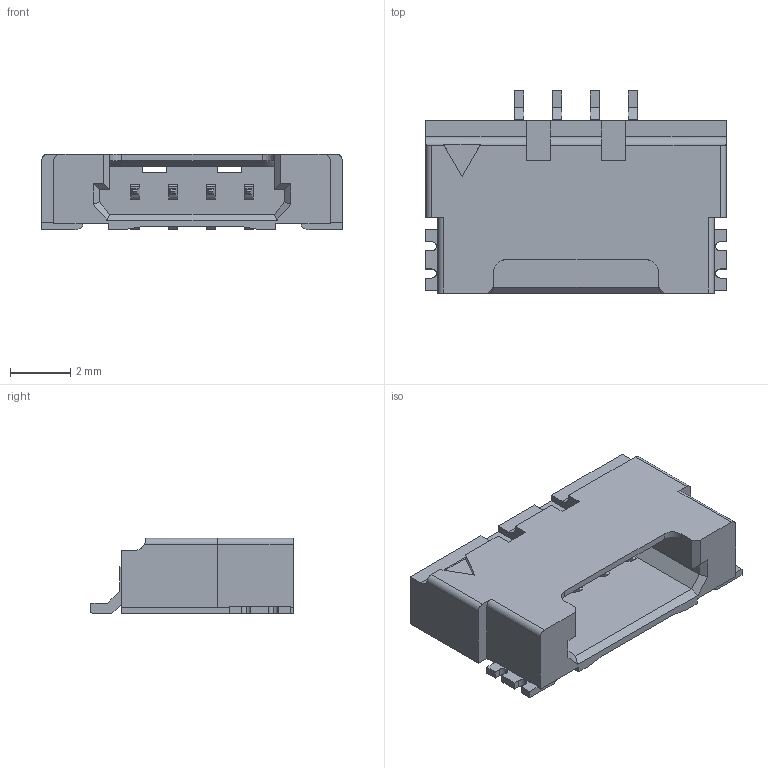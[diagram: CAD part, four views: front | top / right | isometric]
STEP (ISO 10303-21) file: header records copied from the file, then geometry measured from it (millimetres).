
FILE_DESCRIPTION(('CoCreate Modeling STEP Export'),'2;1');
FILE_NAME('DF14A-4P-1.25H_修正.stp','2010-02-10T13:51:54',(''),(''),'CoCreate Modeling STEP processor for AP214 (Solid Model)','CoCreate Modeling 16.00B 02-Dec-2008 (C) Parametric Technology GmbH','');
FILE_SCHEMA(('AUTOMOTIVE_DESIGN { 1 0 10303 214 1 1 1 1 }'));
Length unit declared in the file: millimetre
Products named in the file (1): DF14A-4P-1.25H
Bounding box: 9.95 x 6.7 x 2.5 mm (x, y, z)
Volume: 80.6 mm3; surface area: 281.4 mm2
Topology: 1 solids, 1 shells, 230 faces, 652 edges, 430 vertices
Faces by surface type: plane 193, cylinder 35, cone 2
Entity records: 7542 total; most frequent: CARTESIAN_POINT 1580, ORIENTED_EDGE 1304, DIRECTION 1123, EDGE_CURVE 652, VECTOR 573, LINE 573, VERTEX_POINT 430, AXIS2_PLACEMENT_3D 275
